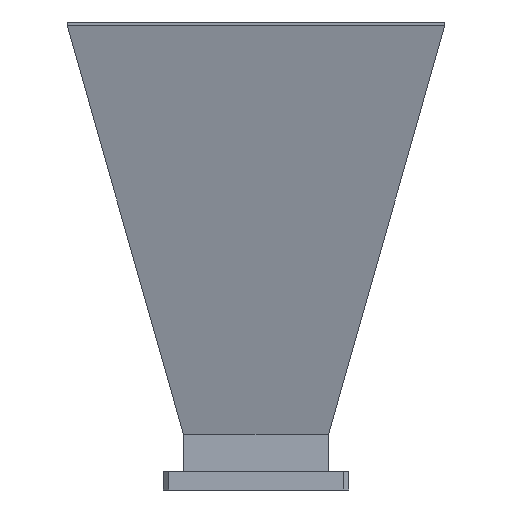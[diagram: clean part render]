
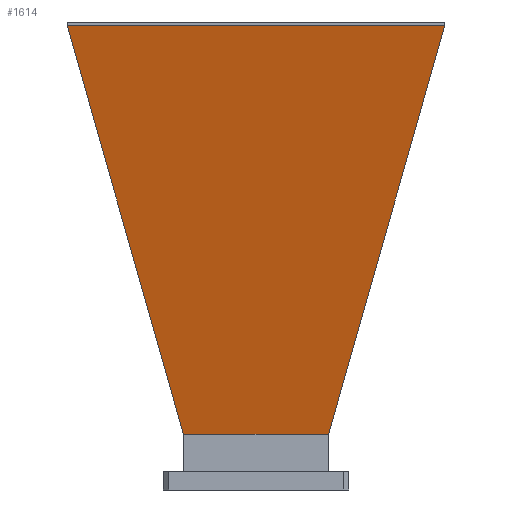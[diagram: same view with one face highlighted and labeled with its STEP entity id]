
A CAD part, left-side view. The second image highlights one B-rep face of the part: STEP entity #1614.
In plain terms, the highlighted planar face has unit normal (-0.971, 0, -0.239).
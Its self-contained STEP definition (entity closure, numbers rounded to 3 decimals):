
#16 = VERTEX_POINT ( 'NONE', #601 ) ;
#23 = CARTESIAN_POINT ( 'NONE',  ( -45.62, 0., 157.732 ) ) ;
#100 = VERTEX_POINT ( 'NONE', #617 ) ;
#119 = EDGE_LOOP ( 'NONE', ( #1355, #1402, #1718, #1256 ) ) ;
#176 = VECTOR ( 'NONE', #1036, 1000. ) ;
#187 = DIRECTION ( 'NONE',  ( -0.231, -0.267, 0.936 ) ) ;
#210 = LINE ( 'NONE', #1328, #176 ) ;
#274 = VERTEX_POINT ( 'NONE', #1488 ) ;
#393 = AXIS2_PLACEMENT_3D ( 'NONE', #23, #1860, #681 ) ;
#523 = EDGE_CURVE ( 'NONE', #100, #16, #1202, .T. ) ;
#601 = CARTESIAN_POINT ( 'NONE',  ( -71.896, -99.251, 264.39 ) ) ;
#608 = CARTESIAN_POINT ( 'NONE',  ( -71.896, 99.251, 264.39 ) ) ;
#617 = CARTESIAN_POINT ( 'NONE',  ( -19.02, -38.08, 49.757 ) ) ;
#638 = VECTOR ( 'NONE', #187, 1000. ) ;
#681 = DIRECTION ( 'NONE',  ( -0.239, 0., 0.971 ) ) ;
#816 = CARTESIAN_POINT ( 'NONE',  ( -19.02, -38.08, 49.757 ) ) ;
#839 = LINE ( 'NONE', #1484, #1773 ) ;
#870 = EDGE_CURVE ( 'NONE', #896, #100, #839, .T. ) ;
#887 = FACE_OUTER_BOUND ( 'NONE', #119, .T. ) ;
#896 = VERTEX_POINT ( 'NONE', #1945 ) ;
#929 = EDGE_CURVE ( 'NONE', #16, #274, #210, .T. ) ;
#1036 = DIRECTION ( 'NONE',  ( 0., 1., 0. ) ) ;
#1085 = LINE ( 'NONE', #608, #1271 ) ;
#1116 = EDGE_CURVE ( 'NONE', #274, #896, #1085, .T. ) ;
#1202 = LINE ( 'NONE', #816, #638 ) ;
#1256 = ORIENTED_EDGE ( 'NONE', *, *, #1116, .T. ) ;
#1271 = VECTOR ( 'NONE', #1931, 1000. ) ;
#1328 = CARTESIAN_POINT ( 'NONE',  ( -71.896, 0., 264.39 ) ) ;
#1355 = ORIENTED_EDGE ( 'NONE', *, *, #870, .T. ) ;
#1402 = ORIENTED_EDGE ( 'NONE', *, *, #523, .T. ) ;
#1484 = CARTESIAN_POINT ( 'NONE',  ( -19.02, 0., 49.757 ) ) ;
#1488 = CARTESIAN_POINT ( 'NONE',  ( -71.896, 99.251, 264.39 ) ) ;
#1614 = ADVANCED_FACE ( 'NONE', ( #887 ), #1815, .T. ) ;
#1718 = ORIENTED_EDGE ( 'NONE', *, *, #929, .T. ) ;
#1773 = VECTOR ( 'NONE', #2127, 1000. ) ;
#1815 = PLANE ( 'NONE',  #393 ) ;
#1860 = DIRECTION ( 'NONE',  ( -0.971, 0., -0.239 ) ) ;
#1931 = DIRECTION ( 'NONE',  ( 0.231, -0.267, -0.936 ) ) ;
#1945 = CARTESIAN_POINT ( 'NONE',  ( -19.02, 38.08, 49.757 ) ) ;
#2127 = DIRECTION ( 'NONE',  ( 0., -1., 0. ) ) ;
